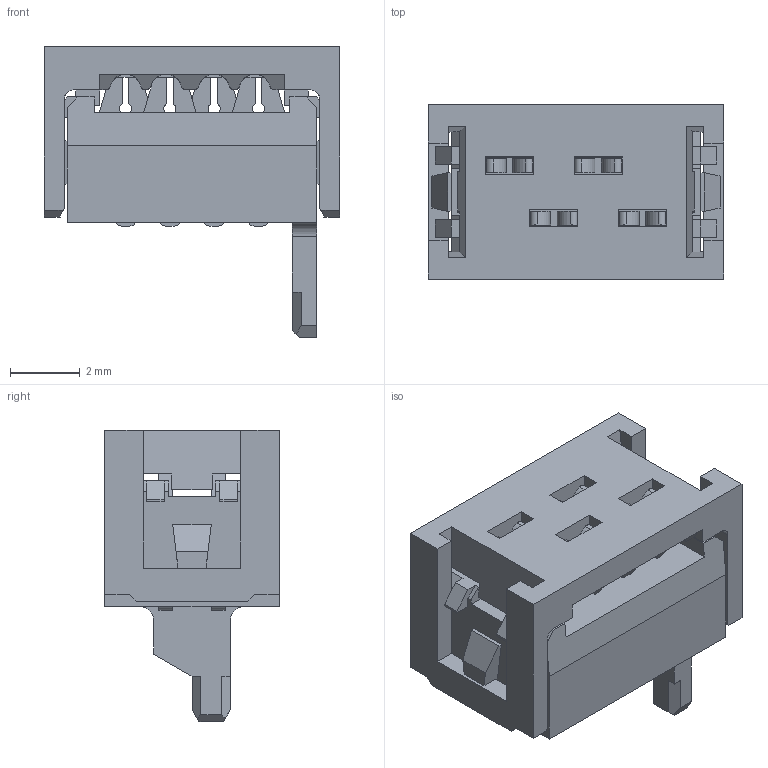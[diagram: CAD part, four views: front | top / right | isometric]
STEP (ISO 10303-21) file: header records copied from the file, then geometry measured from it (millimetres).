
FILE_DESCRIPTION((''),'2;1');
FILE_NAME('C-215083-4','2017-04-24T',('workeradm'),('Tyco Electronics Ltd.'),'CREO PARAMETRIC BY PTC INC, 2016050','CREO PARAMETRIC BY PTC INC, 2016050','');
FILE_SCHEMA(('AUTOMOTIVE_DESIGN { 1 0 10303 214 1 1 1 1 }'));
Length unit declared in the file: millimetre
Products named in the file (1): C-215083-4
Bounding box: 8.46 x 5 x 8.35 mm (x, y, z)
Volume: 125.9 mm3; surface area: 437.7 mm2
Topology: 1 solids, 1 shells, 329 faces, 968 edges, 641 vertices
Faces by surface type: plane 261, cylinder 68
Entity records: 11140 total; most frequent: CARTESIAN_POINT 2330, ORIENTED_EDGE 1936, DIRECTION 1650, EDGE_CURVE 968, VECTOR 792, LINE 792, VERTEX_POINT 641, AXIS2_PLACEMENT_3D 429
